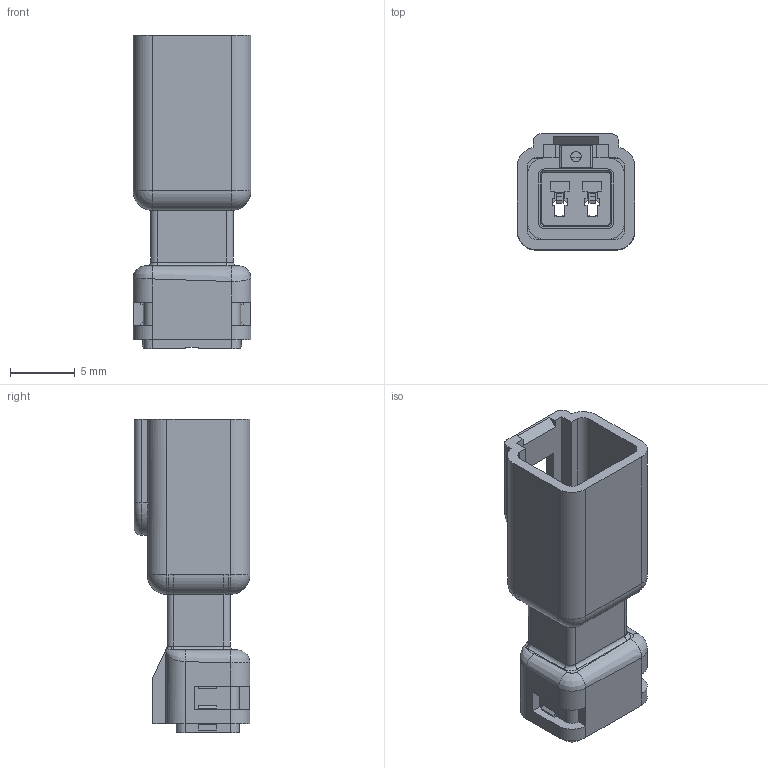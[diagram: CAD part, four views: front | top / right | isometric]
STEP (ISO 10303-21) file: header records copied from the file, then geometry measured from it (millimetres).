
FILE_DESCRIPTION (( 'STEP AP214' ), '1' );
FILE_NAME ('565-002-000-311.STEP', '2020-07-27T14:52:32', ( '' ), ( '' ), 'SwSTEP 2.0', 'SolidWorks 2020', '' );
FILE_SCHEMA (( 'AUTOMOTIVE_DESIGN' ));
Length unit declared in the file: millimetre
Products named in the file (5): 565-002-000-311_Front Gasket; 565-002-000-311_Housing; 565-002-000-311_Rear Insulator; 565-002-000-311_Rear Gasket; 565-002-000-311
Assembly tree (4 placements, depth 2):
  565-002-000-311
    565-002-000-311_Housing
    565-002-000-311_Rear Insulator
    565-002-000-311_Rear Gasket
    565-002-000-311_Front Gasket
Bounding box: 9.1 x 8.95 x 24.18 mm (x, y, z)
Volume: 914.9 mm3; surface area: 2277.8 mm2
Topology: 6 solids, 6 shells, 556 faces, 1487 edges, 964 vertices
Faces by surface type: plane 312, cylinder 158, torus 46, bspline 36, sphere 4
Entity records: 18530 total; most frequent: CARTESIAN_POINT 4397, ORIENTED_EDGE 2962, DIRECTION 2858, EDGE_CURVE 1481, VERTEX_POINT 964, LINE 956, VECTOR 956, AXIS2_PLACEMENT_3D 951
